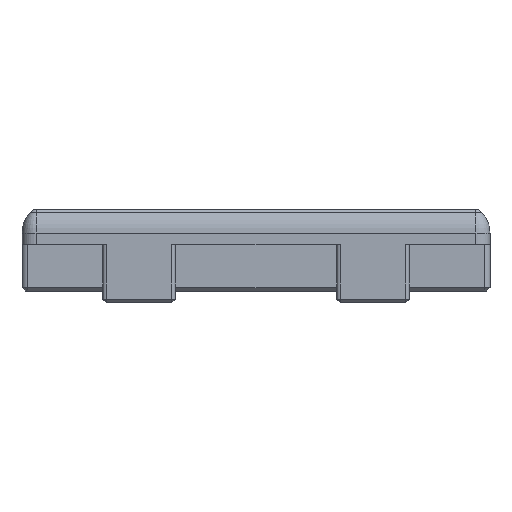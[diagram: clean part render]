
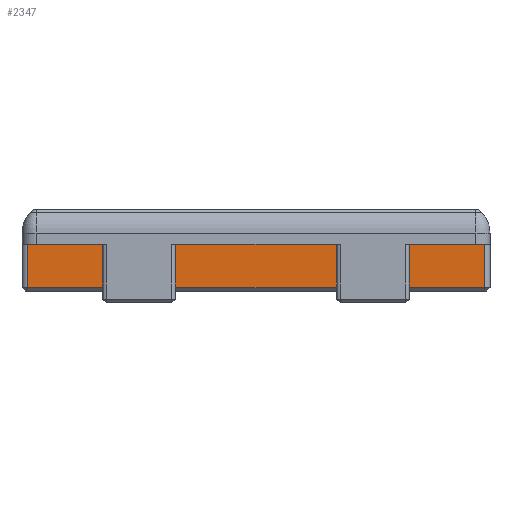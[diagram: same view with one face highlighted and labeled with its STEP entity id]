
A CAD part, front view. The second image highlights one B-rep face of the part: STEP entity #2347.
In plain terms, the highlighted planar face has unit normal (0, -1, 0).
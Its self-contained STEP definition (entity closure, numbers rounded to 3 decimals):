
#121 = EDGE_CURVE ( 'NONE', #600, #2879, #1034, .T. ) ;
#192 = DIRECTION ( 'NONE',  ( 0., 0., 1. ) ) ;
#235 = VECTOR ( 'NONE', #2924, 1000. ) ;
#239 = EDGE_CURVE ( 'NONE', #1127, #975, #1845, .T. ) ;
#287 = ORIENTED_EDGE ( 'NONE', *, *, #121, .T. ) ;
#355 = AXIS2_PLACEMENT_3D ( 'NONE', #665, #1076, #192 ) ;
#366 = CARTESIAN_POINT ( 'NONE',  ( -19.5, -16.272, 0.3 ) ) ;
#435 = PLANE ( 'NONE',  #355 ) ;
#459 = CARTESIAN_POINT ( 'NONE',  ( -19.5, -16.272, 5. ) ) ;
#600 = VERTEX_POINT ( 'NONE', #1524 ) ;
#665 = CARTESIAN_POINT ( 'NONE',  ( 20., -16.272, 5. ) ) ;
#776 = EDGE_LOOP ( 'NONE', ( #1463, #2305, #287, #1933 ) ) ;
#975 = VERTEX_POINT ( 'NONE', #366 ) ;
#1034 = LINE ( 'NONE', #1104, #235 ) ;
#1076 = DIRECTION ( 'NONE',  ( 0., 1., 0. ) ) ;
#1080 = DIRECTION ( 'NONE',  ( 1., 0., 0. ) ) ;
#1104 = CARTESIAN_POINT ( 'NONE',  ( 19.5, -16.272, 5. ) ) ;
#1127 = VERTEX_POINT ( 'NONE', #2461 ) ;
#1303 = CARTESIAN_POINT ( 'NONE',  ( -20., -16.272, 4. ) ) ;
#1378 = EDGE_CURVE ( 'NONE', #975, #600, #1754, .T. ) ;
#1463 = ORIENTED_EDGE ( 'NONE', *, *, #239, .T. ) ;
#1524 = CARTESIAN_POINT ( 'NONE',  ( 19.5, -16.272, 0.3 ) ) ;
#1599 = FACE_OUTER_BOUND ( 'NONE', #776, .T. ) ;
#1752 = VECTOR ( 'NONE', #1080, 1000. ) ;
#1754 = LINE ( 'NONE', #2874, #1752 ) ;
#1761 = LINE ( 'NONE', #1303, #1973 ) ;
#1845 = LINE ( 'NONE', #459, #2031 ) ;
#1847 = CARTESIAN_POINT ( 'NONE',  ( 19.5, -16.272, 4. ) ) ;
#1862 = DIRECTION ( 'NONE',  ( 0., 0., -1. ) ) ;
#1933 = ORIENTED_EDGE ( 'NONE', *, *, #2622, .F. ) ;
#1973 = VECTOR ( 'NONE', #2722, 1000. ) ;
#2031 = VECTOR ( 'NONE', #1862, 1000. ) ;
#2305 = ORIENTED_EDGE ( 'NONE', *, *, #1378, .T. ) ;
#2347 = ADVANCED_FACE ( 'NONE', ( #1599 ), #435, .F. ) ;
#2461 = CARTESIAN_POINT ( 'NONE',  ( -19.5, -16.272, 4. ) ) ;
#2622 = EDGE_CURVE ( 'NONE', #1127, #2879, #1761, .T. ) ;
#2722 = DIRECTION ( 'NONE',  ( 1., 0., 0. ) ) ;
#2874 = CARTESIAN_POINT ( 'NONE',  ( 20., -16.272, 0.3 ) ) ;
#2879 = VERTEX_POINT ( 'NONE', #1847 ) ;
#2924 = DIRECTION ( 'NONE',  ( 0., 0., 1. ) ) ;
